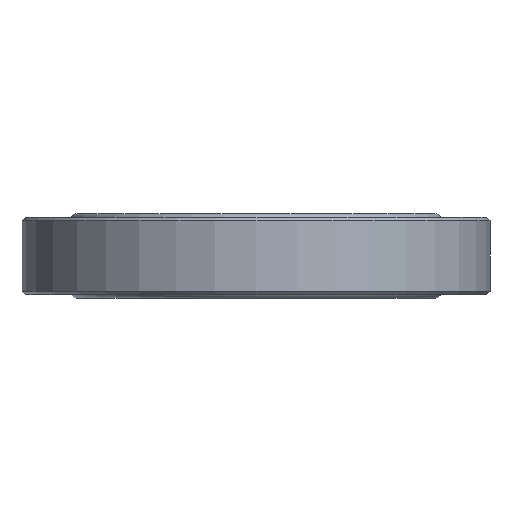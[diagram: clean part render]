
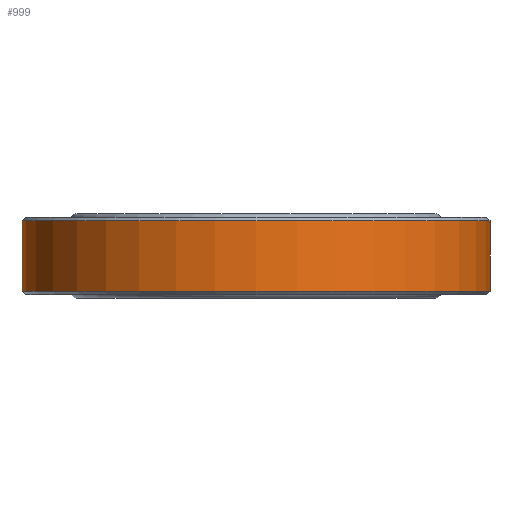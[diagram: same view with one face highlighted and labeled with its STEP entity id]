
A CAD part, front view. The second image highlights one B-rep face of the part: STEP entity #999.
In plain terms, the highlighted cylindrical face has radius 54.5 mm (diameter 109 mm), a full revolution.
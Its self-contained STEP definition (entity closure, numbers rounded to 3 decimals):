
#147 = CARTESIAN_POINT ( 'NONE',  ( 0., 54.5, -12. ) ) ;
#157 = VERTEX_POINT ( 'NONE', #934 ) ;
#175 = ORIENTED_EDGE ( 'NONE', *, *, #1667, .F. ) ;
#190 = CARTESIAN_POINT ( 'NONE',  ( 3., 54.417, -8.806 ) ) ;
#227 = CARTESIAN_POINT ( 'NONE',  ( 0., 0., -17.2 ) ) ;
#250 = CARTESIAN_POINT ( 'NONE',  ( 1.983, 54.464, -11.259 ) ) ;
#264 = DIRECTION ( 'NONE',  ( 0., 0., 1. ) ) ;
#269 = CARTESIAN_POINT ( 'NONE',  ( 1.503, 54.48, -11.604 ) ) ;
#276 = CARTESIAN_POINT ( 'NONE',  ( 2.846, 54.426, -9.968 ) ) ;
#289 = DIRECTION ( 'NONE',  ( 1., 0., 0. ) ) ;
#291 = CARTESIAN_POINT ( 'NONE',  ( 2.981, 54.418, -9.392 ) ) ;
#300 = CARTESIAN_POINT ( 'NONE',  ( 2.904, 54.423, -9.779 ) ) ;
#316 = CARTESIAN_POINT ( 'NONE',  ( 2.26, 54.453, -10.983 ) ) ;
#321 = CARTESIAN_POINT ( 'NONE',  ( 3., 54.417, -9.197 ) ) ;
#325 = CARTESIAN_POINT ( 'NONE',  ( 0.396, 54.499, -6.02 ) ) ;
#338 = CARTESIAN_POINT ( 'NONE',  ( 2.384, 54.448, -10.832 ) ) ;
#349 = CARTESIAN_POINT ( 'NONE',  ( 0.78, 54.495, -6.097 ) ) ;
#358 = CARTESIAN_POINT ( 'NONE',  ( 0.967, 54.492, -6.153 ) ) ;
#377 = CARTESIAN_POINT ( 'NONE',  ( 1.331, 54.484, -6.304 ) ) ;
#386 = CARTESIAN_POINT ( 'NONE',  ( 1.506, 54.479, -6.398 ) ) ;
#396 = CARTESIAN_POINT ( 'NONE',  ( 1.831, 54.469, -6.615 ) ) ;
#407 = CARTESIAN_POINT ( 'NONE',  ( 1.982, 54.464, -6.74 ) ) ;
#409 = CARTESIAN_POINT ( 'NONE',  ( -0.195, 54.5, -6. ) ) ;
#419 = CARTESIAN_POINT ( 'NONE',  ( -0.389, 54.499, -6.019 ) ) ;
#425 = CARTESIAN_POINT ( 'NONE',  ( -0.776, 54.495, -6.095 ) ) ;
#429 = CARTESIAN_POINT ( 'NONE',  ( -0.966, 54.492, -6.153 ) ) ;
#431 = CARTESIAN_POINT ( 'NONE',  ( 0., 54.5, -12. ) ) ;
#432 = CARTESIAN_POINT ( 'NONE',  ( -1.501, 54.48, -6.395 ) ) ;
#433 = CARTESIAN_POINT ( 'NONE',  ( -1.327, 54.484, -6.302 ) ) ;
#445 = CARTESIAN_POINT ( 'NONE',  ( -2.384, 54.448, -7.169 ) ) ;
#448 = CARTESIAN_POINT ( 'NONE',  ( -2.258, 54.453, -7.015 ) ) ;
#454 = DIRECTION ( 'NONE',  ( 1., 0., 0. ) ) ;
#460 = VERTEX_POINT ( 'NONE', #147 ) ;
#464 = CARTESIAN_POINT ( 'NONE',  ( -1.981, 54.464, -6.738 ) ) ;
#477 = CARTESIAN_POINT ( 'NONE',  ( -1.83, 54.47, -6.614 ) ) ;
#507 = CARTESIAN_POINT ( 'NONE',  ( 0.393, 54.499, -11.981 ) ) ;
#519 = CARTESIAN_POINT ( 'NONE',  ( 0., 54.5, -12. ) ) ;
#523 = CARTESIAN_POINT ( 'NONE',  ( -0.396, 54.5, -12. ) ) ;
#527 = CARTESIAN_POINT ( 'NONE',  ( -0.79, 54.495, -11.92 ) ) ;
#537 = CARTESIAN_POINT ( 'NONE',  ( -1.332, 54.484, -11.695 ) ) ;
#540 = CARTESIAN_POINT ( 'NONE',  ( 0., 0., 0. ) ) ;
#541 = CARTESIAN_POINT ( 'NONE',  ( -1.507, 54.479, -11.602 ) ) ;
#545 = CARTESIAN_POINT ( 'NONE',  ( -1.834, 54.469, -11.382 ) ) ;
#549 = CARTESIAN_POINT ( 'NONE',  ( 2.603, 54.438, -10.504 ) ) ;
#554 = CARTESIAN_POINT ( 'NONE',  ( -1.985, 54.464, -11.258 ) ) ;
#558 = CARTESIAN_POINT ( 'NONE',  ( -2.261, 54.453, -10.981 ) ) ;
#561 = CARTESIAN_POINT ( 'NONE',  ( -2.848, 54.426, -9.964 ) ) ;
#571 = CARTESIAN_POINT ( 'NONE',  ( -2.905, 54.423, -9.774 ) ) ;
#573 = CARTESIAN_POINT ( 'NONE',  ( -2.981, 54.418, -9.391 ) ) ;
#574 = CARTESIAN_POINT ( 'NONE',  ( -3., 54.417, -9.195 ) ) ;
#578 = CARTESIAN_POINT ( 'NONE',  ( -3., 54.417, -8.799 ) ) ;
#581 = CARTESIAN_POINT ( 'NONE',  ( -2.98, 54.418, -8.604 ) ) ;
#585 = CARTESIAN_POINT ( 'NONE',  ( -2.904, 54.423, -8.221 ) ) ;
#600 = CARTESIAN_POINT ( 'NONE',  ( -2.846, 54.426, -8.03 ) ) ;
#603 = CARTESIAN_POINT ( 'NONE',  ( -2.695, 54.433, -7.667 ) ) ;
#605 = CARTESIAN_POINT ( 'NONE',  ( -2.603, 54.438, -7.495 ) ) ;
#637 = DIRECTION ( 'NONE',  ( 0., 0., 1. ) ) ;
#684 = CARTESIAN_POINT ( 'NONE',  ( -2.697, 54.433, -10.328 ) ) ;
#719 = CARTESIAN_POINT ( 'NONE',  ( -2.605, 54.438, -10.501 ) ) ;
#770 = CYLINDRICAL_SURFACE ( 'NONE', #1406, 54.5 ) ;
#789 = CARTESIAN_POINT ( 'NONE',  ( 2.981, 54.418, -8.607 ) ) ;
#812 = CARTESIAN_POINT ( 'NONE',  ( 0.967, 54.492, -11.847 ) ) ;
#816 = CARTESIAN_POINT ( 'NONE',  ( 1.33, 54.484, -11.696 ) ) ;
#821 = CARTESIAN_POINT ( 'NONE',  ( 2.697, 54.433, -10.329 ) ) ;
#875 = CARTESIAN_POINT ( 'NONE',  ( 2.697, 54.433, -7.672 ) ) ;
#893 = CIRCLE ( 'NONE', #1776, 54.5 ) ;
#905 = CARTESIAN_POINT ( 'NONE',  ( -2.388, 54.448, -10.827 ) ) ;
#910 = CARTESIAN_POINT ( 'NONE',  ( 1.829, 54.47, -11.386 ) ) ;
#915 = CARTESIAN_POINT ( 'NONE',  ( 2.904, 54.423, -8.222 ) ) ;
#928 = CARTESIAN_POINT ( 'NONE',  ( 0.197, 54.5, -6. ) ) ;
#934 = CARTESIAN_POINT ( 'NONE',  ( 54.5, 0., -0.8 ) ) ;
#945 = ORIENTED_EDGE ( 'NONE', *, *, #1308, .T. ) ;
#959 = CARTESIAN_POINT ( 'NONE',  ( 2.847, 54.426, -8.035 ) ) ;
#999 = ADVANCED_FACE ( 'NONE', ( #1672, #1694, #1085 ), #770, .T. ) ;
#1022 = ORIENTED_EDGE ( 'NONE', *, *, #1451, .T. ) ;
#1079 = CARTESIAN_POINT ( 'NONE',  ( 2.386, 54.448, -7.171 ) ) ;
#1085 = FACE_BOUND ( 'NONE', #1692, .T. ) ;
#1102 = AXIS2_PLACEMENT_3D ( 'NONE', #1349, #1537, #1826 ) ;
#1136 = CIRCLE ( 'NONE', #1102, 54.5 ) ;
#1177 = VERTEX_POINT ( 'NONE', #1190 ) ;
#1190 = CARTESIAN_POINT ( 'NONE',  ( 54.5, 0., -17.2 ) ) ;
#1226 = EDGE_LOOP ( 'NONE', ( #175 ) ) ;
#1272 = B_SPLINE_CURVE_WITH_KNOTS ( 'NONE', 3,
 ( #431, #1454, #507, #1602, #812, #816, #269, #910, #250, #316, #338, #549, #821, #276, #300, #291, #321, #190, #789, #915, #959, #875, #1286, #1079, #1734, #407, #396, #386, #377, #358, #349, #325, #928, #409, #419, #425, #429, #433, #432, #477, #464, #448, #445, #605, #603, #600, #585, #581, #578, #574, #573, #571, #561, #684, #719, #905, #558, #554, #545, #541, #537, #527, #523, #519 ),
 .UNSPECIFIED., .T., .F.,
 ( 4, 2, 2, 2, 2, 2, 2, 2, 2, 2, 2, 2, 2, 2, 2, 2, 2, 2, 2, 2, 2, 2, 2, 2, 2, 2, 2, 2, 2, 2, 2, 4 ),
 ( 0., 0.001, 0.001, 0.002, 0.002, 0.003, 0.004, 0.004, 0.005, 0.005, 0.006, 0.006, 0.007, 0.008, 0.008, 0.009, 0.009, 0.01, 0.011, 0.011, 0.012, 0.012, 0.013, 0.013, 0.014, 0.015, 0.015, 0.016, 0.016, 0.017, 0.018, 0.019 ),
 .UNSPECIFIED. ) ;
#1286 = CARTESIAN_POINT ( 'NONE',  ( 2.603, 54.438, -7.496 ) ) ;
#1308 = EDGE_CURVE ( 'NONE', #460, #460, #1272, .T. ) ;
#1349 = CARTESIAN_POINT ( 'NONE',  ( 0., 0., -0.8 ) ) ;
#1406 = AXIS2_PLACEMENT_3D ( 'NONE', #540, #637, #454 ) ;
#1451 = EDGE_CURVE ( 'NONE', #1177, #1177, #893, .T. ) ;
#1454 = CARTESIAN_POINT ( 'NONE',  ( 0.198, 54.5, -12. ) ) ;
#1537 = DIRECTION ( 'NONE',  ( 0., 0., 1. ) ) ;
#1602 = CARTESIAN_POINT ( 'NONE',  ( 0.777, 54.495, -11.904 ) ) ;
#1667 = EDGE_CURVE ( 'NONE', #157, #157, #1136, .T. ) ;
#1672 = FACE_OUTER_BOUND ( 'NONE', #1837, .T. ) ;
#1692 = EDGE_LOOP ( 'NONE', ( #945 ) ) ;
#1694 = FACE_OUTER_BOUND ( 'NONE', #1226, .T. ) ;
#1734 = CARTESIAN_POINT ( 'NONE',  ( 2.262, 54.453, -7.02 ) ) ;
#1776 = AXIS2_PLACEMENT_3D ( 'NONE', #227, #264, #289 ) ;
#1826 = DIRECTION ( 'NONE',  ( 1., 0., 0. ) ) ;
#1837 = EDGE_LOOP ( 'NONE', ( #1022 ) ) ;
